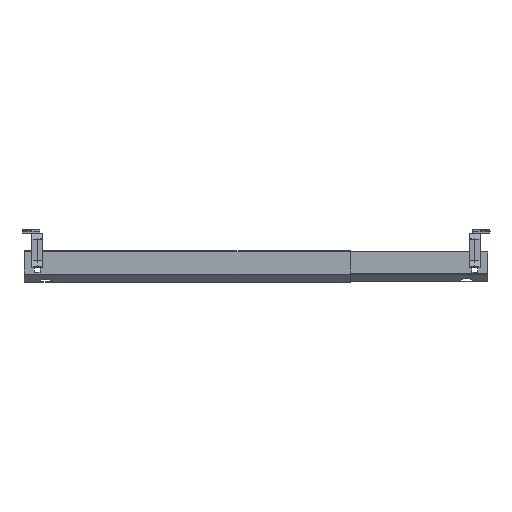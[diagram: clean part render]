
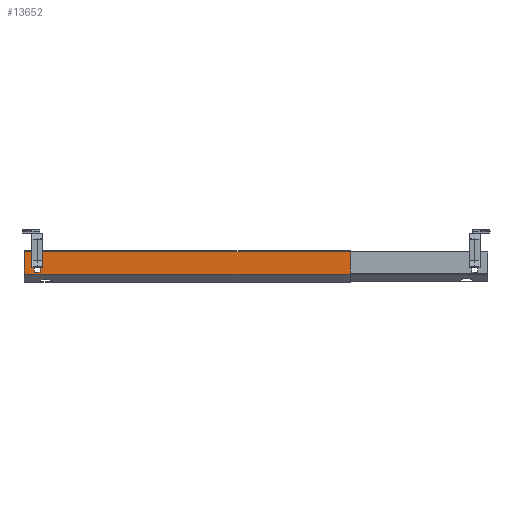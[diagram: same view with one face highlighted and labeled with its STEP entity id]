
A CAD part, top view. The second image highlights one B-rep face of the part: STEP entity #13652.
In plain terms, the highlighted planar face has unit normal (0, 0, 1).
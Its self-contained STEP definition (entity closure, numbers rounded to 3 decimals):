
#460 = FACE_BOUND ( 'NONE', #22272, .T. ) ;
#700 = LINE ( 'NONE', #56277, #22289 ) ;
#2469 = ORIENTED_EDGE ( 'NONE', *, *, #7472, .T. ) ;
#3211 = DIRECTION ( 'NONE',  ( 0., 1., 0. ) ) ;
#3407 = CARTESIAN_POINT ( 'NONE',  ( -660.879, -48.932, 76.5 ) ) ;
#3565 = ORIENTED_EDGE ( 'NONE', *, *, #19924, .T. ) ;
#3588 = LINE ( 'NONE', #36970, #3786 ) ;
#3736 = ORIENTED_EDGE ( 'NONE', *, *, #18200, .F. ) ;
#3786 = VECTOR ( 'NONE', #59499, 1000. ) ;
#4992 = FACE_BOUND ( 'NONE', #41824, .T. ) ;
#6430 = VECTOR ( 'NONE', #59659, 1000. ) ;
#6475 = LINE ( 'NONE', #20182, #56921 ) ;
#6648 = VERTEX_POINT ( 'NONE', #28927 ) ;
#7299 = VERTEX_POINT ( 'NONE', #51968 ) ;
#7472 = EDGE_CURVE ( 'NONE', #6648, #44576, #10619, .T. ) ;
#7860 = ORIENTED_EDGE ( 'NONE', *, *, #18588, .F. ) ;
#8248 = ORIENTED_EDGE ( 'NONE', *, *, #29625, .T. ) ;
#9601 = VERTEX_POINT ( 'NONE', #53810 ) ;
#10278 = VECTOR ( 'NONE', #44893, 1000. ) ;
#10395 = DIRECTION ( 'NONE',  ( -1., 0., 0. ) ) ;
#10587 = ORIENTED_EDGE ( 'NONE', *, *, #15139, .T. ) ;
#10619 = LINE ( 'NONE', #38547, #51493 ) ;
#11168 = CARTESIAN_POINT ( 'NONE',  ( -633.379, -48.932, 76.5 ) ) ;
#12020 = ORIENTED_EDGE ( 'NONE', *, *, #17347, .F. ) ;
#12066 = ORIENTED_EDGE ( 'NONE', *, *, #50216, .F. ) ;
#12307 = VERTEX_POINT ( 'NONE', #35095 ) ;
#13227 = VECTOR ( 'NONE', #57700, 1000. ) ;
#13652 = ADVANCED_FACE ( 'NONE', ( #4992, #460, #18405 ), #50875, .F. ) ;
#14413 = DIRECTION ( 'NONE',  ( 0., 1., 0. ) ) ;
#15139 = EDGE_CURVE ( 'NONE', #9601, #39733, #36905, .T. ) ;
#17347 = EDGE_CURVE ( 'NONE', #49901, #7299, #40268, .T. ) ;
#17797 = CARTESIAN_POINT ( 'NONE',  ( -616.379, -110.932, 76.5 ) ) ;
#18200 = EDGE_CURVE ( 'NONE', #34073, #12307, #700, .T. ) ;
#18405 = FACE_OUTER_BOUND ( 'NONE', #53716, .T. ) ;
#18588 = EDGE_CURVE ( 'NONE', #7299, #40999, #3588, .T. ) ;
#19924 = EDGE_CURVE ( 'NONE', #20757, #9601, #58230, .T. ) ;
#20182 = CARTESIAN_POINT ( 'NONE',  ( 269.121, -48.932, 76.5 ) ) ;
#20757 = VERTEX_POINT ( 'NONE', #55555 ) ;
#21812 = ORIENTED_EDGE ( 'NONE', *, *, #33586, .F. ) ;
#22272 = EDGE_LOOP ( 'NONE', ( #10587, #51861, #8248, #3565 ) ) ;
#22289 = VECTOR ( 'NONE', #10395, 1000. ) ;
#22372 = CARTESIAN_POINT ( 'NONE',  ( 269.121, -66.432, 76.5 ) ) ;
#23403 = CARTESIAN_POINT ( 'NONE',  ( -633.379, -97.932, 76.5 ) ) ;
#23964 = VECTOR ( 'NONE', #34540, 1000. ) ;
#26671 = CARTESIAN_POINT ( 'NONE',  ( -633.379, -110.932, 76.5 ) ) ;
#28927 = CARTESIAN_POINT ( 'NONE',  ( 269.121, -51.732, 76.5 ) ) ;
#29625 = EDGE_CURVE ( 'NONE', #36531, #20757, #42020, .T. ) ;
#29977 = LINE ( 'NONE', #53095, #23964 ) ;
#30317 = LINE ( 'NONE', #52872, #13227 ) ;
#30545 = CARTESIAN_POINT ( 'NONE',  ( 269.121, -115.687, 76.5 ) ) ;
#30923 = LINE ( 'NONE', #26671, #10278 ) ;
#31285 = CARTESIAN_POINT ( 'NONE',  ( -616.379, -66.432, 76.5 ) ) ;
#33586 = EDGE_CURVE ( 'NONE', #49683, #49901, #30317, .T. ) ;
#33917 = ORIENTED_EDGE ( 'NONE', *, *, #54549, .T. ) ;
#34073 = VERTEX_POINT ( 'NONE', #30545 ) ;
#34540 = DIRECTION ( 'NONE',  ( 0., -1., 0. ) ) ;
#35095 = CARTESIAN_POINT ( 'NONE',  ( -660.879, -115.687, 76.5 ) ) ;
#35299 = DIRECTION ( 'NONE',  ( 0., -1., 0. ) ) ;
#35840 = VECTOR ( 'NONE', #35299, 1000. ) ;
#36531 = VERTEX_POINT ( 'NONE', #41178 ) ;
#36905 = LINE ( 'NONE', #22372, #55808 ) ;
#36970 = CARTESIAN_POINT ( 'NONE',  ( -633.379, -97.932, 76.5 ) ) ;
#37444 = CARTESIAN_POINT ( 'NONE',  ( 269.121, -79.432, 76.5 ) ) ;
#38547 = CARTESIAN_POINT ( 'NONE',  ( 269.121, -51.732, 76.5 ) ) ;
#39733 = VERTEX_POINT ( 'NONE', #31285 ) ;
#40268 = LINE ( 'NONE', #49389, #49635 ) ;
#40999 = VERTEX_POINT ( 'NONE', #23403 ) ;
#41178 = CARTESIAN_POINT ( 'NONE',  ( -616.379, -79.432, 76.5 ) ) ;
#41301 = EDGE_CURVE ( 'NONE', #40999, #49683, #30923, .T. ) ;
#41803 = CARTESIAN_POINT ( 'NONE',  ( -633.379, -110.932, 76.5 ) ) ;
#41824 = EDGE_LOOP ( 'NONE', ( #21812, #58139, #7860, #12020 ) ) ;
#42020 = LINE ( 'NONE', #37444, #6430 ) ;
#42623 = EDGE_CURVE ( 'NONE', #39733, #36531, #29977, .T. ) ;
#43534 = DIRECTION ( 'NONE',  ( 0., -1., 0. ) ) ;
#44576 = VERTEX_POINT ( 'NONE', #57054 ) ;
#44893 = DIRECTION ( 'NONE',  ( 0., -1., 0. ) ) ;
#46009 = CARTESIAN_POINT ( 'NONE',  ( 269.121, -48.932, 76.5 ) ) ;
#46044 = AXIS2_PLACEMENT_3D ( 'NONE', #46009, #46311, #14413 ) ;
#46311 = DIRECTION ( 'NONE',  ( 0., 0., -1. ) ) ;
#47264 = VECTOR ( 'NONE', #48817, 1000. ) ;
#48288 = DIRECTION ( 'NONE',  ( -1., 0., 0. ) ) ;
#48817 = DIRECTION ( 'NONE',  ( 0., 1., 0. ) ) ;
#49292 = LINE ( 'NONE', #3407, #35840 ) ;
#49389 = CARTESIAN_POINT ( 'NONE',  ( -616.379, -110.932, 76.5 ) ) ;
#49635 = VECTOR ( 'NONE', #3211, 1000. ) ;
#49683 = VERTEX_POINT ( 'NONE', #41803 ) ;
#49901 = VERTEX_POINT ( 'NONE', #17797 ) ;
#50216 = EDGE_CURVE ( 'NONE', #6648, #34073, #6475, .T. ) ;
#50875 = PLANE ( 'NONE',  #46044 ) ;
#51493 = VECTOR ( 'NONE', #48288, 1000. ) ;
#51861 = ORIENTED_EDGE ( 'NONE', *, *, #42623, .T. ) ;
#51968 = CARTESIAN_POINT ( 'NONE',  ( -616.379, -97.932, 76.5 ) ) ;
#52872 = CARTESIAN_POINT ( 'NONE',  ( -633.379, -110.932, 76.5 ) ) ;
#53095 = CARTESIAN_POINT ( 'NONE',  ( -616.379, -48.932, 76.5 ) ) ;
#53716 = EDGE_LOOP ( 'NONE', ( #12066, #2469, #33917, #3736 ) ) ;
#53810 = CARTESIAN_POINT ( 'NONE',  ( -633.379, -66.432, 76.5 ) ) ;
#54549 = EDGE_CURVE ( 'NONE', #44576, #12307, #49292, .T. ) ;
#55463 = DIRECTION ( 'NONE',  ( 1., 0., 0. ) ) ;
#55555 = CARTESIAN_POINT ( 'NONE',  ( -633.379, -79.432, 76.5 ) ) ;
#55808 = VECTOR ( 'NONE', #55463, 1000. ) ;
#56277 = CARTESIAN_POINT ( 'NONE',  ( 269.121, -115.687, 76.5 ) ) ;
#56921 = VECTOR ( 'NONE', #43534, 1000. ) ;
#57054 = CARTESIAN_POINT ( 'NONE',  ( -660.879, -51.732, 76.5 ) ) ;
#57700 = DIRECTION ( 'NONE',  ( 1., 0., 0. ) ) ;
#58139 = ORIENTED_EDGE ( 'NONE', *, *, #41301, .F. ) ;
#58230 = LINE ( 'NONE', #11168, #47264 ) ;
#59499 = DIRECTION ( 'NONE',  ( -1., 0., 0. ) ) ;
#59659 = DIRECTION ( 'NONE',  ( -1., 0., 0. ) ) ;
